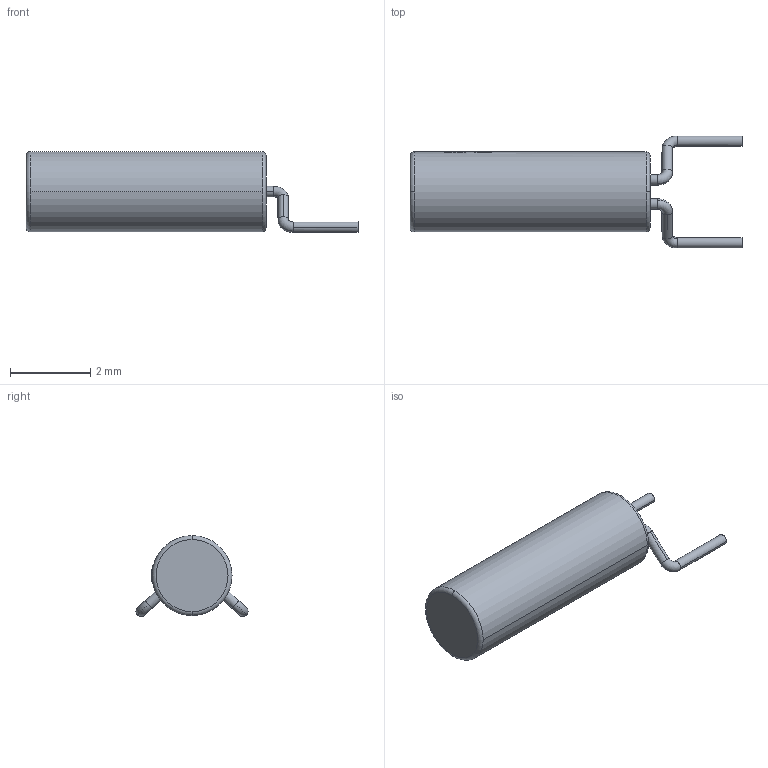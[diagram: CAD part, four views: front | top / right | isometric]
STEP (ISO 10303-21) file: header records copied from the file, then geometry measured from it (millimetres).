
FILE_DESCRIPTION (( 'STEP AP214' ), '1' );
FILE_NAME ('CRYSTAL-SMD_BD2.0-L6.0-P2.54-LS8.3-TR.STEP', '2023-03-23T05:56:44', ( 'PC' ), ( 'Microsoft' ), 'SwSTEP 2.0', 'SolidWorks 2020', '' );
FILE_SCHEMA (( 'AUTOMOTIVE_DESIGN' ));
Length unit declared in the file: millimetre
Products named in the file (1): CRYSTAL-SMD_BD2.0-L6.0-P2.54-LS8.3-TR
Bounding box: 8.3 x 2.8 x 2.02 mm (x, y, z)
Volume: 19.2 mm3; surface area: 49.1 mm2
Topology: 1 solids, 1 shells, 255 faces, 711 edges, 474 vertices
Faces by surface type: bspline 121, plane 86, cylinder 36, torus 12
Entity records: 11681 total; most frequent: CARTESIAN_POINT 3306, ORIENTED_EDGE 1422, DIRECTION 718, EDGE_CURVE 711, VERTEX_POINT 474, B_SPLINE_CURVE_WITH_KNOTS 402, AXIS2_PLACEMENT_3D 274, EDGE_LOOP 271
